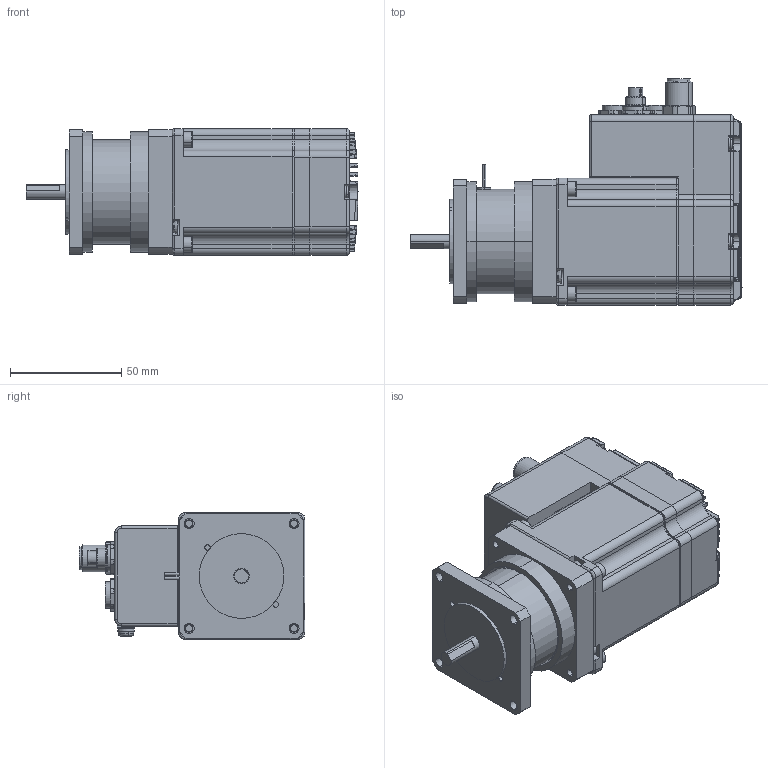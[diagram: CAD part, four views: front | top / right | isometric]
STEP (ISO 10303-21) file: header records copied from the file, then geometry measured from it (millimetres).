
FILE_DESCRIPTION (( 'STEP AP203' ), '1' );
FILE_NAME ('P11A-MO-056-02-R01.STEP', '2020-04-24T01:49:57', ( '' ), ( '' ), 'SwSTEP 2.0', 'SolidWorks 2018', '' );
FILE_SCHEMA (( 'CONFIG_CONTROL_DESIGN' ));
Length unit declared in the file: millimetre
Products named in the file (31): M119-EC-056-03-R00; 42EC-PCB3-01; M117-MO-056-02-R00; small circular plain washer_jis_JIS B 1256 Small circular 4; 目池磐-家南-4P(傈盔)_荐 (09-0411-30-04)-2; 86_1031_1100_00012-1; 56EC-PCB2-01; socket head cap screw_ks_KS 1003 - M4 x 12 x 12-N; pan cross head_ks_KS 1023 PC- M3 x 20-N; pan cross head_ks_KS 1023 PC- M3 x 25-N; 21mm OD6.35mm; 56EC-PCB3-01; 791091003; M119-EC-056-01-R00; M119-EC-056-02-R02; 56EC-PCB1-01; sams; M119-EC-042-03-R00; pan cross head_ks_KS 1023 PC- M4 x 6-N; spring lock washer_2_jis_JIS B 1251 No.2 4; 20R-JMCS-G-B-TF(NSA); BXW-02-10-52_3D; 20PS-JMCS-G-1B-TF(N); KMG; 09-0408-30-03(鱔褐)-2; P119-MO-056-02-R00; 877600816; P11A-MO-056-02-R01; 目池磐-家南-4P(傈盔)_荐 (09-0411-30-04)-1; 86_1031_1100_00012-2; 09-0408-30-03(鱔褐)-1
Assembly tree (42 placements, depth 3):
  P11A-MO-056-02-R01
    BXW-02-10-52_3D
    socket head cap screw_ks_KS 1003 - M4 x 12 x 12-N  x4
    P119-MO-056-02-R00
      M119-EC-042-03-R00
      pan cross head_ks_KS 1023 PC- M3 x 20-N  x2
      pan cross head_ks_KS 1023 PC- M3 x 25-N  x3
      KMG
      M119-EC-056-01-R00
      M119-EC-056-02-R02
      56EC-PCB1-01
      42EC-PCB3-01
      56EC-PCB3-01
      目池磐-家南-4P(傈盔)_荐 (09-0411-30-04)-1
      目池磐-家南-4P(傈盔)_荐 (09-0411-30-04)-2
      09-0408-30-03(鱔褐)-1  x2
      09-0408-30-03(鱔褐)-2  x2
      86_1031_1100_00012-1
      86_1031_1100_00012-2
      56EC-PCB2-01
      877600816  x2
      20PS-JMCS-G-1B-TF(N)  x2
      20R-JMCS-G-B-TF(NSA)  x2
      791091003  x2
      21mm OD6.35mm
      M119-EC-056-03-R00
      M117-MO-056-02-R00
    sams
      small circular plain washer_jis_JIS B 1256 Small circular 4
      spring lock washer_2_jis_JIS B 1251 No.2 4
      pan cross head_ks_KS 1023 PC- M4 x 6-N
Bounding box: 149.3 x 101.6 x 57 mm (x, y, z)
Volume: 336929.7 mm3; surface area: 134793.8 mm2
Topology: 46 solids, 55 shells, 5496 faces, 14349 edges, 9096 vertices
Faces by surface type: plane 3217, cylinder 1411, bspline 379, cone 327, torus 86, sphere 76
Entity records: 132224 total; most frequent: CARTESIAN_POINT 33263, ORIENTED_EDGE 20296, DIRECTION 19486, EDGE_CURVE 10148, AXIS2_PLACEMENT_3D 6579, VERTEX_POINT 6449, VECTOR 6328, LINE 6328
